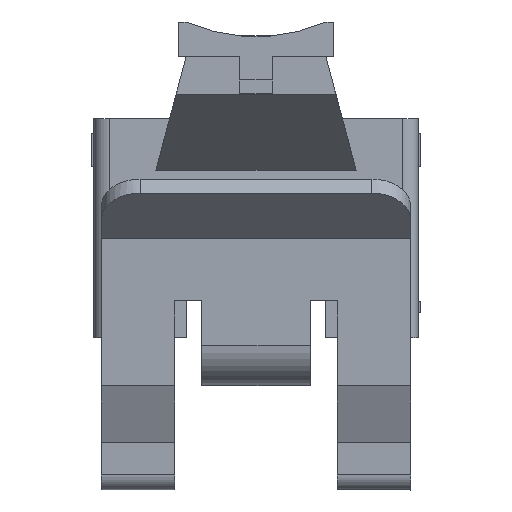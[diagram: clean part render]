
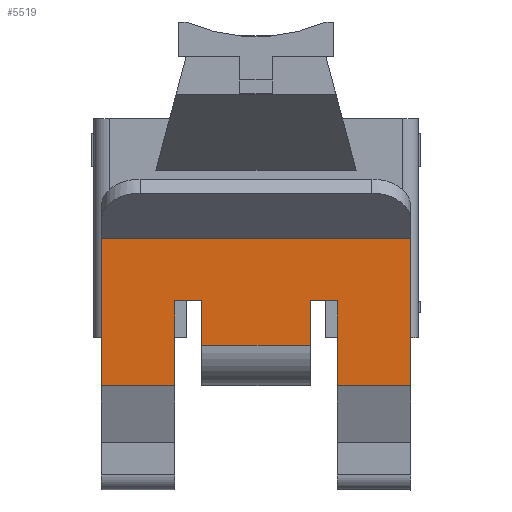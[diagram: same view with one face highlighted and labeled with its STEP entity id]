
A CAD part, front view. The second image highlights one B-rep face of the part: STEP entity #5519.
In plain terms, the highlighted planar face has unit normal (0, -1, -0.026).
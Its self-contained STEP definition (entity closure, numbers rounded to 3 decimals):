
#5442=AXIS2_PLACEMENT_3D('Plane Axis2P3D',#5439,#5440,#5441) ;
#4449=CARTESIAN_POINT('Vertex',(14.3,27.695,18.711)) ;
#4452=CARTESIAN_POINT('Line Origine',(14.3,27.619,21.596)) ;
#4456=CARTESIAN_POINT('Vertex',(14.3,27.543,24.482)) ;
#4551=CARTESIAN_POINT('Vertex',(28.3,27.543,24.482)) ;
#4554=CARTESIAN_POINT('Line Origine',(28.3,27.619,21.596)) ;
#4558=CARTESIAN_POINT('Vertex',(28.3,27.695,18.711)) ;
#5427=CARTESIAN_POINT('Line Origine',(21.3,27.695,18.711)) ;
#5439=CARTESIAN_POINT('Axis2P3D Location',(0.3,28.34,-5.957)) ;
#5444=CARTESIAN_POINT('Line Origine',(1.3,27.581,23.053)) ;
#5448=CARTESIAN_POINT('Vertex',(1.3,27.831,13.492)) ;
#5450=CARTESIAN_POINT('Vertex',(1.3,27.331,32.613)) ;
#5453=CARTESIAN_POINT('Line Origine',(6.05,27.831,13.492)) ;
#5457=CARTESIAN_POINT('Vertex',(10.8,27.831,13.492)) ;
#5460=CARTESIAN_POINT('Line Origine',(10.8,27.687,18.987)) ;
#5464=CARTESIAN_POINT('Vertex',(10.8,27.543,24.482)) ;
#5467=CARTESIAN_POINT('Line Origine',(12.55,27.543,24.482)) ;
#5472=CARTESIAN_POINT('Line Origine',(30.05,27.543,24.482)) ;
#5476=CARTESIAN_POINT('Vertex',(31.8,27.543,24.482)) ;
#5479=CARTESIAN_POINT('Line Origine',(31.8,27.687,18.987)) ;
#5483=CARTESIAN_POINT('Vertex',(31.8,27.831,13.492)) ;
#5486=CARTESIAN_POINT('Line Origine',(36.55,27.831,13.492)) ;
#5490=CARTESIAN_POINT('Vertex',(41.3,27.831,13.492)) ;
#5493=CARTESIAN_POINT('Line Origine',(41.3,27.581,23.053)) ;
#5497=CARTESIAN_POINT('Vertex',(41.3,27.331,32.613)) ;
#5500=CARTESIAN_POINT('Line Origine',(21.3,27.331,32.613)) ;
#4453=DIRECTION('Vector Direction',(0.,0.026,-1.)) ;
#4555=DIRECTION('Vector Direction',(0.,0.026,-1.)) ;
#5428=DIRECTION('Vector Direction',(-1.,0.,0.)) ;
#5440=DIRECTION('Axis2P3D Direction',(0.,-1.,-0.026)) ;
#5441=DIRECTION('Axis2P3D XDirection',(0.,0.026,-1.)) ;
#5445=DIRECTION('Vector Direction',(0.,-0.026,1.)) ;
#5454=DIRECTION('Vector Direction',(1.,0.,0.)) ;
#5461=DIRECTION('Vector Direction',(0.,0.026,-1.)) ;
#5468=DIRECTION('Vector Direction',(-1.,0.,0.)) ;
#5473=DIRECTION('Vector Direction',(-1.,0.,0.)) ;
#5480=DIRECTION('Vector Direction',(0.,-0.026,1.)) ;
#5487=DIRECTION('Vector Direction',(1.,0.,0.)) ;
#5494=DIRECTION('Vector Direction',(0.,0.026,-1.)) ;
#5501=DIRECTION('Vector Direction',(-1.,0.,0.)) ;
#4454=VECTOR('Line Direction',#4453,1.) ;
#4556=VECTOR('Line Direction',#4555,1.) ;
#5429=VECTOR('Line Direction',#5428,1.) ;
#5446=VECTOR('Line Direction',#5445,1.) ;
#5455=VECTOR('Line Direction',#5454,1.) ;
#5462=VECTOR('Line Direction',#5461,1.) ;
#5469=VECTOR('Line Direction',#5468,1.) ;
#5474=VECTOR('Line Direction',#5473,1.) ;
#5481=VECTOR('Line Direction',#5480,1.) ;
#5488=VECTOR('Line Direction',#5487,1.) ;
#5495=VECTOR('Line Direction',#5494,1.) ;
#5502=VECTOR('Line Direction',#5501,1.) ;
#5506=ORIENTED_EDGE('',*,*,#5452,.F.) ;
#5507=ORIENTED_EDGE('',*,*,#5459,.T.) ;
#5508=ORIENTED_EDGE('',*,*,#5466,.F.) ;
#5509=ORIENTED_EDGE('',*,*,#5471,.F.) ;
#5510=ORIENTED_EDGE('',*,*,#4458,.T.) ;
#5511=ORIENTED_EDGE('',*,*,#5431,.F.) ;
#5512=ORIENTED_EDGE('',*,*,#4560,.F.) ;
#5513=ORIENTED_EDGE('',*,*,#5478,.F.) ;
#5514=ORIENTED_EDGE('',*,*,#5485,.F.) ;
#5515=ORIENTED_EDGE('',*,*,#5492,.T.) ;
#5516=ORIENTED_EDGE('',*,*,#5499,.F.) ;
#5517=ORIENTED_EDGE('',*,*,#5504,.T.) ;
#5519=ADVANCED_FACE('Hauptkoerper',(#5518),#5443,.T.) ;
#4458=EDGE_CURVE('',#4457,#4450,#4455,.T.) ;
#4560=EDGE_CURVE('',#4552,#4559,#4557,.T.) ;
#5431=EDGE_CURVE('',#4559,#4450,#5430,.T.) ;
#5452=EDGE_CURVE('',#5449,#5451,#5447,.T.) ;
#5459=EDGE_CURVE('',#5449,#5458,#5456,.T.) ;
#5466=EDGE_CURVE('',#5465,#5458,#5463,.T.) ;
#5471=EDGE_CURVE('',#4457,#5465,#5470,.T.) ;
#5478=EDGE_CURVE('',#5477,#4552,#5475,.T.) ;
#5485=EDGE_CURVE('',#5484,#5477,#5482,.T.) ;
#5492=EDGE_CURVE('',#5484,#5491,#5489,.T.) ;
#5499=EDGE_CURVE('',#5498,#5491,#5496,.T.) ;
#5504=EDGE_CURVE('',#5498,#5451,#5503,.T.) ;
#5505=EDGE_LOOP('',(#5506,#5507,#5508,#5509,#5510,#5511,#5512,#5513,#5514,#5515,#5516,#5517)) ;
#5518=FACE_OUTER_BOUND('',#5505,.T.) ;
#4455=LINE('Line',#4452,#4454) ;
#4557=LINE('Line',#4554,#4556) ;
#5430=LINE('Line',#5427,#5429) ;
#5447=LINE('Line',#5444,#5446) ;
#5456=LINE('Line',#5453,#5455) ;
#5463=LINE('Line',#5460,#5462) ;
#5470=LINE('Line',#5467,#5469) ;
#5475=LINE('Line',#5472,#5474) ;
#5482=LINE('Line',#5479,#5481) ;
#5489=LINE('Line',#5486,#5488) ;
#5496=LINE('Line',#5493,#5495) ;
#5503=LINE('Line',#5500,#5502) ;
#5443=PLANE('',#5442) ;
#4450=VERTEX_POINT('',#4449) ;
#4457=VERTEX_POINT('',#4456) ;
#4552=VERTEX_POINT('',#4551) ;
#4559=VERTEX_POINT('',#4558) ;
#5449=VERTEX_POINT('',#5448) ;
#5451=VERTEX_POINT('',#5450) ;
#5458=VERTEX_POINT('',#5457) ;
#5465=VERTEX_POINT('',#5464) ;
#5477=VERTEX_POINT('',#5476) ;
#5484=VERTEX_POINT('',#5483) ;
#5491=VERTEX_POINT('',#5490) ;
#5498=VERTEX_POINT('',#5497) ;
